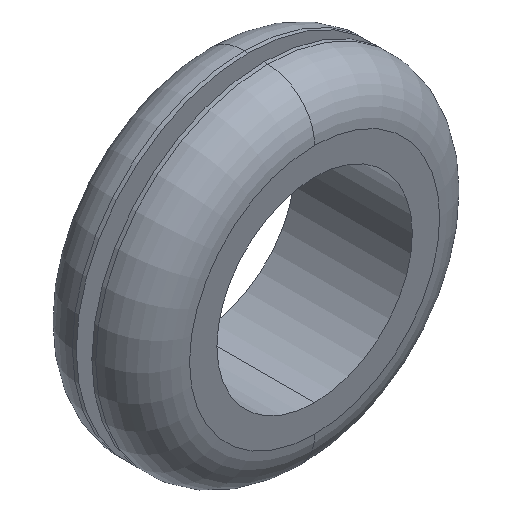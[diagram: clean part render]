
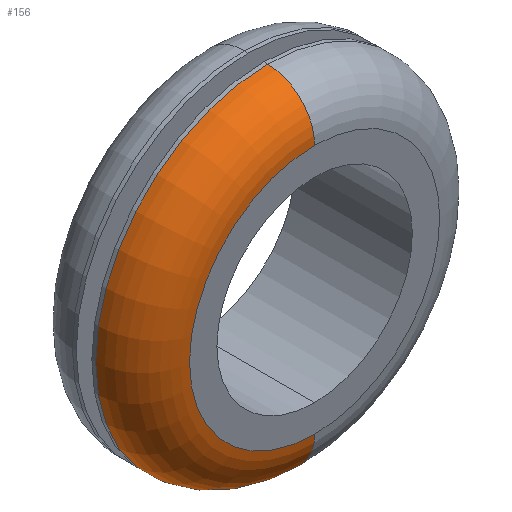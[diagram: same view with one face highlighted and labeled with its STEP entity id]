
A CAD part, isometric view. The second image highlights one B-rep face of the part: STEP entity #156.
In plain terms, the highlighted toroidal (fillet/blend) face has major radius 16 mm and minor radius 6 mm.
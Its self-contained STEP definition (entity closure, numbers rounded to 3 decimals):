
#136 = CIRCLE ( 'NONE', #137, 6. ) ;
#137 = AXIS2_PLACEMENT_3D ( 'NONE', #138, #140, #139 ) ;
#138 = CARTESIAN_POINT ( 'NONE',  ( 0., -1.5, 16. ) ) ;
#139 = DIRECTION ( 'NONE',  ( 0., 0., 1. ) ) ;
#140 = DIRECTION ( 'NONE',  ( -1., 0., 0. ) ) ;
#141 = CARTESIAN_POINT ( 'NONE',  ( 0., -1.5, 22. ) ) ;
#152 = EDGE_CURVE ( 'NONE', #213, #216, #377, .T. ) ;
#154 = EDGE_LOOP ( 'NONE', ( #157, #158, #160, #161 ) ) ;
#156 = ADVANCED_FACE ( 'NONE', ( #378 ), #358, .T. ) ;
#157 = ORIENTED_EDGE ( 'NONE', *, *, #212, .F. ) ;
#158 = ORIENTED_EDGE ( 'NONE', *, *, #159, .T. ) ;
#159 = EDGE_CURVE ( 'NONE', #210, #209, #353, .T. ) ;
#160 = ORIENTED_EDGE ( 'NONE', *, *, #218, .T. ) ;
#161 = ORIENTED_EDGE ( 'NONE', *, *, #152, .F. ) ;
#209 = VERTEX_POINT ( 'NONE', #393 ) ;
#210 = VERTEX_POINT ( 'NONE', #392 ) ;
#212 = EDGE_CURVE ( 'NONE', #210, #213, #391, .T. ) ;
#213 = VERTEX_POINT ( 'NONE', #386 ) ;
#216 = VERTEX_POINT ( 'NONE', #141 ) ;
#218 = EDGE_CURVE ( 'NONE', #209, #216, #136, .T. ) ;
#349 = DIRECTION ( 'NONE',  ( 0., 0., 1. ) ) ;
#350 = DIRECTION ( 'NONE',  ( 0., 1., 0. ) ) ;
#351 = CARTESIAN_POINT ( 'NONE',  ( 0., -7.5, 0. ) ) ;
#352 = AXIS2_PLACEMENT_3D ( 'NONE', #351, #350, #349 ) ;
#353 = CIRCLE ( 'NONE', #352, 16. ) ;
#355 = DIRECTION ( 'NONE',  ( 0., 0., 1. ) ) ;
#356 = DIRECTION ( 'NONE',  ( 0., 1., 0. ) ) ;
#357 = AXIS2_PLACEMENT_3D ( 'NONE', #359, #356, #355 ) ;
#358 = TOROIDAL_SURFACE ( 'NONE', #357, 16., 6. ) ;
#359 = CARTESIAN_POINT ( 'NONE',  ( 0., -1.5, 0. ) ) ;
#360 = DIRECTION ( 'NONE',  ( 0., 0., 1. ) ) ;
#361 = DIRECTION ( 'NONE',  ( 0., 1., 0. ) ) ;
#362 = CARTESIAN_POINT ( 'NONE',  ( 0., -1.5, 0. ) ) ;
#363 = AXIS2_PLACEMENT_3D ( 'NONE', #362, #361, #360 ) ;
#377 = CIRCLE ( 'NONE', #363, 22. ) ;
#378 = FACE_OUTER_BOUND ( 'NONE', #154, .T. ) ;
#386 = CARTESIAN_POINT ( 'NONE',  ( 0., -1.5, -22. ) ) ;
#387 = DIRECTION ( 'NONE',  ( 0., 0., -1. ) ) ;
#388 = DIRECTION ( 'NONE',  ( 1., 0., 0. ) ) ;
#389 = CARTESIAN_POINT ( 'NONE',  ( 0., -1.5, -16. ) ) ;
#390 = AXIS2_PLACEMENT_3D ( 'NONE', #389, #388, #387 ) ;
#391 = CIRCLE ( 'NONE', #390, 6. ) ;
#392 = CARTESIAN_POINT ( 'NONE',  ( 0., -7.5, -16. ) ) ;
#393 = CARTESIAN_POINT ( 'NONE',  ( 0., -7.5, 16. ) ) ;
